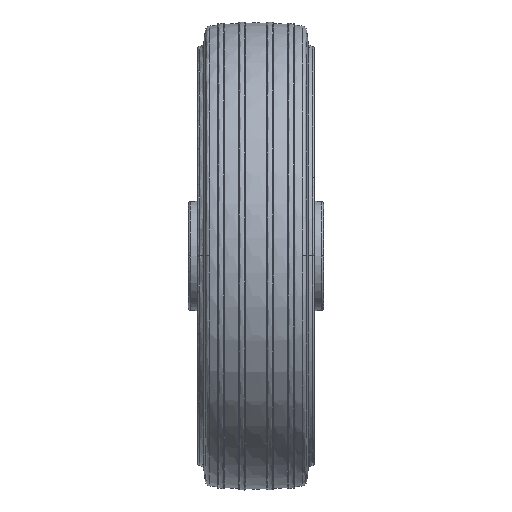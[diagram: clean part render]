
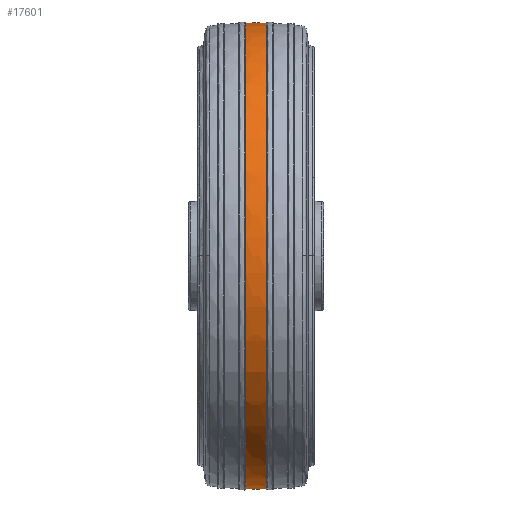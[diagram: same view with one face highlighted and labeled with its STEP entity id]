
A CAD part, top view. The second image highlights one B-rep face of the part: STEP entity #17601.
In plain terms, the highlighted toroidal (fillet/blend) face has major radius 50 mm and minor radius 150 mm.
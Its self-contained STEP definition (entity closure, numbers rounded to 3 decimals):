
#55 = CARTESIAN_POINT ( 'NONE',  ( 0., 0., 0. ) ) ;
#163 = AXIS2_PLACEMENT_3D ( 'NONE', #5909, #7562, #1728 ) ;
#740 = ORIENTED_EDGE ( 'NONE', *, *, #17516, .T. ) ;
#1728 = DIRECTION ( 'NONE',  ( 0., 1., 0. ) ) ;
#1933 = CARTESIAN_POINT ( 'NONE',  ( 0., -50., 0. ) ) ;
#2450 = VERTEX_POINT ( 'NONE', #14420 ) ;
#3331 = TOROIDAL_SURFACE ( 'NONE', #15433, -50., 150. ) ;
#3825 = AXIS2_PLACEMENT_3D ( 'NONE', #1933, #12226, #18144 ) ;
#3958 = VERTEX_POINT ( 'NONE', #10418 ) ;
#4812 = VERTEX_POINT ( 'NONE', #7342 ) ;
#5085 = DIRECTION ( 'NONE',  ( 0., 1., 0. ) ) ;
#5187 = AXIS2_PLACEMENT_3D ( 'NONE', #12884, #6958, #19165 ) ;
#5334 = ORIENTED_EDGE ( 'NONE', *, *, #7909, .F. ) ;
#5420 = CIRCLE ( 'NONE', #14100, 99.932 ) ;
#5909 = CARTESIAN_POINT ( 'NONE',  ( 4.5, 0., 0. ) ) ;
#6618 = CIRCLE ( 'NONE', #3825, 150. ) ;
#6958 = DIRECTION ( 'NONE',  ( 0., 0., 1. ) ) ;
#7342 = CARTESIAN_POINT ( 'NONE',  ( -4.5, -99.932, 0. ) ) ;
#7530 = EDGE_CURVE ( 'NONE', #3958, #8510, #6618, .T. ) ;
#7562 = DIRECTION ( 'NONE',  ( 1., 0., 0. ) ) ;
#7909 = EDGE_CURVE ( 'NONE', #4812, #3958, #5420, .T. ) ;
#8510 = VERTEX_POINT ( 'NONE', #8810 ) ;
#8810 = CARTESIAN_POINT ( 'NONE',  ( 4.5, 99.932, 0. ) ) ;
#10256 = EDGE_LOOP ( 'NONE', ( #5334, #740, #18245, #13654 ) ) ;
#10418 = CARTESIAN_POINT ( 'NONE',  ( -4.5, 99.932, 0. ) ) ;
#10774 = CIRCLE ( 'NONE', #5187, 150. ) ;
#12226 = DIRECTION ( 'NONE',  ( 0., 0., -1. ) ) ;
#12492 = EDGE_CURVE ( 'NONE', #8510, #2450, #13179, .T. ) ;
#12884 = CARTESIAN_POINT ( 'NONE',  ( 0., 50., 0. ) ) ;
#13179 = CIRCLE ( 'NONE', #163, 99.932 ) ;
#13547 = DIRECTION ( 'NONE',  ( 0., 1., 0. ) ) ;
#13654 = ORIENTED_EDGE ( 'NONE', *, *, #7530, .F. ) ;
#14100 = AXIS2_PLACEMENT_3D ( 'NONE', #15603, #16140, #13547 ) ;
#14420 = CARTESIAN_POINT ( 'NONE',  ( 4.5, -99.932, 0. ) ) ;
#15433 = AXIS2_PLACEMENT_3D ( 'NONE', #55, #17792, #5085 ) ;
#15603 = CARTESIAN_POINT ( 'NONE',  ( -4.5, 0., 0. ) ) ;
#16140 = DIRECTION ( 'NONE',  ( -1., 0., 0. ) ) ;
#17516 = EDGE_CURVE ( 'NONE', #4812, #2450, #10774, .T. ) ;
#17601 = ADVANCED_FACE ( 'NONE', ( #17990 ), #3331, .T. ) ;
#17792 = DIRECTION ( 'NONE',  ( 1., 0., 0. ) ) ;
#17990 = FACE_OUTER_BOUND ( 'NONE', #10256, .T. ) ;
#18144 = DIRECTION ( 'NONE',  ( -1., 0., 0. ) ) ;
#18245 = ORIENTED_EDGE ( 'NONE', *, *, #12492, .F. ) ;
#19165 = DIRECTION ( 'NONE',  ( 0., -1., 0. ) ) ;
